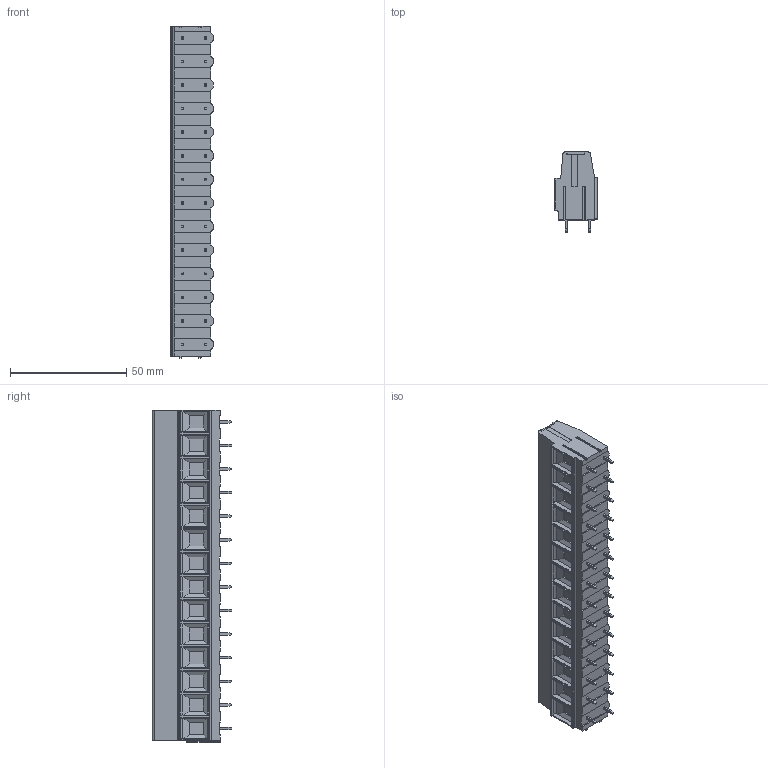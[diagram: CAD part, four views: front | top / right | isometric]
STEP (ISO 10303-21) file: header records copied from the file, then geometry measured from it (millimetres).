
FILE_DESCRIPTION((''),'2;1');
FILE_NAME('TL802','2024-12-06T',('yanfa'),(''),'PRO/ENGINEER BY PARAMETRIC TECHNOLOGY CORPORATION, 2009280','PRO/ENGINEER BY PARAMETRIC TECHNOLOGY CORPORATION, 2009280','');
FILE_SCHEMA(('AUTOMOTIVE_DESIGN_CC2 { 1 2 10303 214 -1 1 5 2 }'));
Length unit declared in the file: millimetre
Products named in the file (1): TL802
Bounding box: 18.4 x 34.3 x 142.99 mm (x, y, z)
Volume: 57329 mm3; surface area: 19229.5 mm2
Topology: 1 solids, 1 shells, 1226 faces, 3185 edges, 2058 vertices
Faces by surface type: plane 816, cylinder 326, cone 56, torus 28
Entity records: 37474 total; most frequent: CARTESIAN_POINT 7057, ORIENTED_EDGE 6370, DIRECTION 6177, EDGE_CURVE 3185, VECTOR 2365, LINE 2365, VERTEX_POINT 2058, AXIS2_PLACEMENT_3D 1906
